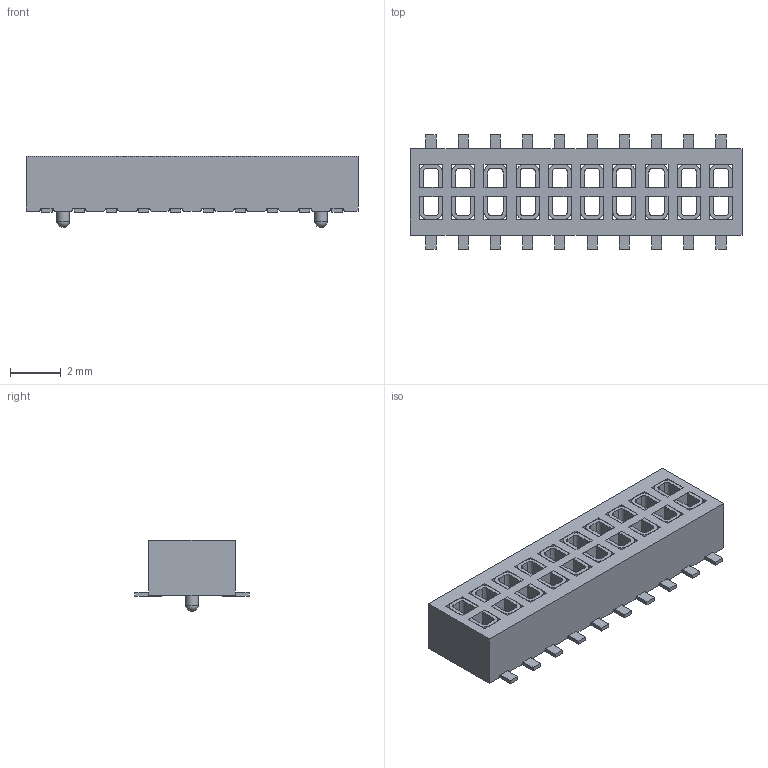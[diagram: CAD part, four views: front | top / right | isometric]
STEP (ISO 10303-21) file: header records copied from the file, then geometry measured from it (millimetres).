
FILE_DESCRIPTION(/* description */ (''),/* implementation_level */ '2;1');
FILE_NAME(/* name */ 'HARWIN_M50-3151042.stp',/* time_stamp */ '2015-04-02T10:37:10+02:00',/* author */ ('admchouv'),/* organization */ (''),/* preprocessor_version */ 'ST-DEVELOPER v15.5',/* originating_system */ 'AutoCAD Mechanical',/* authorisation */ '');
FILE_SCHEMA (('AUTOMOTIVE_DESIGN { 1 0 10303 214 3 1 1 }'));
Length unit declared in the file: millimetre
Products named in the file (1): Product
Bounding box: 13.08 x 4.5 x 2.8 mm (x, y, z)
Volume: 74.1 mm3; surface area: 504.9 mm2
Topology: 41 solids, 41 shells, 884 faces, 2296 edges, 1472 vertices
Faces by surface type: plane 640, cylinder 242, sphere 2
Full cylindrical faces by diameter (mm): 0.5 x2
Entity records: 26722 total; most frequent: CARTESIAN_POINT 4637, ORIENTED_EDGE 4572, DIRECTION 4554, EDGE_CURVE 2286, LINE 1788, VECTOR 1788, VERTEX_POINT 1466, AXIS2_PLACEMENT_3D 1383
